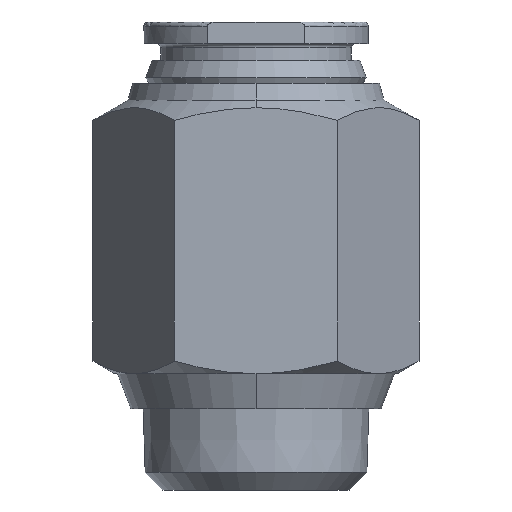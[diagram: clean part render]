
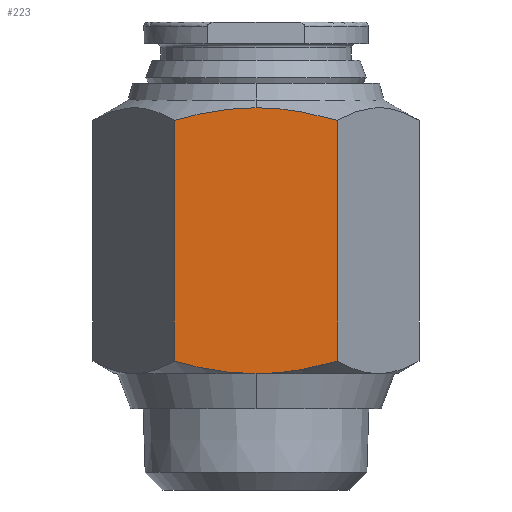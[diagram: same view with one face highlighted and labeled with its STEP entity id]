
A CAD part, left-side view. The second image highlights one B-rep face of the part: STEP entity #223.
In plain terms, the highlighted planar face has unit normal (-1, 0, 0).
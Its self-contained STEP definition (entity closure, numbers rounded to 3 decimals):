
#22 = ORIENTED_EDGE ( 'NONE', *, *, #1083, .T. ) ;
#51 = DIRECTION ( 'NONE',  ( -1., 0., 0. ) ) ;
#77 = CARTESIAN_POINT ( 'NONE',  ( -8.5, 4.114, 8.397 ) ) ;
#155 = CARTESIAN_POINT ( 'NONE',  ( -8.5, 0., 8.927 ) ) ;
#188 = VERTEX_POINT ( 'NONE', #224 ) ;
#207 = CARTESIAN_POINT ( 'NONE',  ( -8.5, 0., -7.089 ) ) ;
#220 = CARTESIAN_POINT ( 'NONE',  ( -8.5, -1.655, -7.018 ) ) ;
#223 = ADVANCED_FACE ( 'NONE', ( #2008 ), #707, .T. ) ;
#224 = CARTESIAN_POINT ( 'NONE',  ( -8.5, 4.907, -6.33 ) ) ;
#294 = CARTESIAN_POINT ( 'NONE',  ( -8.5, -0.83, 8.927 ) ) ;
#304 = ORIENTED_EDGE ( 'NONE', *, *, #1479, .T. ) ;
#306 = CARTESIAN_POINT ( 'NONE',  ( -8.5, -4.907, 36.357 ) ) ;
#341 = CARTESIAN_POINT ( 'NONE',  ( -8.5, 2.082, -6.949 ) ) ;
#395 = CARTESIAN_POINT ( 'NONE',  ( -8.5, -4.108, -6.561 ) ) ;
#431 = EDGE_LOOP ( 'NONE', ( #1565, #1064, #304, #22, #1191, #925 ) ) ;
#433 = B_SPLINE_CURVE_WITH_KNOTS ( 'NONE', 3,
 ( #207, #1122, #1610, #680, #341, #1277, #1449, #844 ),
 .UNSPECIFIED., .F., .F.,
 ( 4, 2, 2, 4 ),
 ( 0.014, 0.015, 0.017, 0.019 ),
 .UNSPECIFIED. ) ;
#466 = VERTEX_POINT ( 'NONE', #1727 ) ;
#520 = CARTESIAN_POINT ( 'NONE',  ( -8.5, 0., -7.089 ) ) ;
#529 = VERTEX_POINT ( 'NONE', #520 ) ;
#594 = B_SPLINE_CURVE_WITH_KNOTS ( 'NONE', 3,
 ( #1026, #1668, #1176, #747, #1976, #1322, #77, #1654 ),
 .UNSPECIFIED., .F., .F.,
 ( 4, 2, 2, 4 ),
 ( 0.014, 0.015, 0.017, 0.019 ),
 .UNSPECIFIED. ) ;
#680 = CARTESIAN_POINT ( 'NONE',  ( -8.5, 1.669, -7.001 ) ) ;
#707 = PLANE ( 'NONE',  #1467 ) ;
#708 = CARTESIAN_POINT ( 'NONE',  ( -8.5, -4.907, -6.33 ) ) ;
#747 = CARTESIAN_POINT ( 'NONE',  ( -8.5, 1.669, 8.839 ) ) ;
#805 = VECTOR ( 'NONE', #1659, 1000. ) ;
#844 = CARTESIAN_POINT ( 'NONE',  ( -8.5, 4.907, -6.33 ) ) ;
#885 = CARTESIAN_POINT ( 'NONE',  ( -8.5, 4.907, 8.168 ) ) ;
#891 = LINE ( 'NONE', #306, #1413 ) ;
#925 = ORIENTED_EDGE ( 'NONE', *, *, #1344, .F. ) ;
#929 = CARTESIAN_POINT ( 'NONE',  ( -8.5, -4.907, 8.168 ) ) ;
#1026 = CARTESIAN_POINT ( 'NONE',  ( -8.5, 0., 8.927 ) ) ;
#1032 = DIRECTION ( 'NONE',  ( 0., -1., 0. ) ) ;
#1064 = ORIENTED_EDGE ( 'NONE', *, *, #1547, .F. ) ;
#1083 = EDGE_CURVE ( 'NONE', #1095, #1913, #594, .T. ) ;
#1095 = VERTEX_POINT ( 'NONE', #1951 ) ;
#1122 = CARTESIAN_POINT ( 'NONE',  ( -8.5, 0.416, -7.089 ) ) ;
#1171 = EDGE_CURVE ( 'NONE', #1248, #529, #1211, .T. ) ;
#1176 = CARTESIAN_POINT ( 'NONE',  ( -8.5, 0.834, 8.909 ) ) ;
#1191 = ORIENTED_EDGE ( 'NONE', *, *, #1864, .T. ) ;
#1211 = B_SPLINE_CURVE_WITH_KNOTS ( 'NONE', 3,
 ( #708, #395, #1485, #220, #1784, #1630 ),
 .UNSPECIFIED., .F., .F.,
 ( 4, 2, 4 ),
 ( 0.009, 0.012, 0.014 ),
 .UNSPECIFIED. ) ;
#1248 = VERTEX_POINT ( 'NONE', #1328 ) ;
#1277 = CARTESIAN_POINT ( 'NONE',  ( -8.5, 3.31, -6.75 ) ) ;
#1322 = CARTESIAN_POINT ( 'NONE',  ( -8.5, 3.31, 8.588 ) ) ;
#1328 = CARTESIAN_POINT ( 'NONE',  ( -8.5, -4.907, -6.33 ) ) ;
#1344 = EDGE_CURVE ( 'NONE', #529, #188, #433, .T. ) ;
#1388 = CARTESIAN_POINT ( 'NONE',  ( -8.5, -1.654, 8.856 ) ) ;
#1413 = VECTOR ( 'NONE', #1726, 1000. ) ;
#1449 = CARTESIAN_POINT ( 'NONE',  ( -8.5, 4.114, -6.559 ) ) ;
#1466 = CARTESIAN_POINT ( 'NONE',  ( -8.5, 4.907, 36.357 ) ) ;
#1467 = AXIS2_PLACEMENT_3D ( 'NONE', #1932, #51, #1032 ) ;
#1479 = EDGE_CURVE ( 'NONE', #466, #1095, #1685, .T. ) ;
#1485 = CARTESIAN_POINT ( 'NONE',  ( -8.5, -3.291, -6.754 ) ) ;
#1547 = EDGE_CURVE ( 'NONE', #466, #1248, #891, .T. ) ;
#1563 = LINE ( 'NONE', #1466, #805 ) ;
#1565 = ORIENTED_EDGE ( 'NONE', *, *, #1171, .F. ) ;
#1610 = CARTESIAN_POINT ( 'NONE',  ( -8.5, 0.834, -7.071 ) ) ;
#1630 = CARTESIAN_POINT ( 'NONE',  ( -8.5, 0., -7.089 ) ) ;
#1654 = CARTESIAN_POINT ( 'NONE',  ( -8.5, 4.907, 8.168 ) ) ;
#1659 = DIRECTION ( 'NONE',  ( 0., 0., -1. ) ) ;
#1668 = CARTESIAN_POINT ( 'NONE',  ( -8.5, 0.416, 8.927 ) ) ;
#1685 = B_SPLINE_CURVE_WITH_KNOTS ( 'NONE', 3,
 ( #929, #2003, #1710, #1388, #294, #155 ),
 .UNSPECIFIED., .F., .F.,
 ( 4, 2, 4 ),
 ( 0.009, 0.012, 0.014 ),
 .UNSPECIFIED. ) ;
#1710 = CARTESIAN_POINT ( 'NONE',  ( -8.5, -3.291, 8.592 ) ) ;
#1726 = DIRECTION ( 'NONE',  ( 0., 0., -1. ) ) ;
#1727 = CARTESIAN_POINT ( 'NONE',  ( -8.5, -4.907, 8.168 ) ) ;
#1784 = CARTESIAN_POINT ( 'NONE',  ( -8.5, -0.831, -7.089 ) ) ;
#1864 = EDGE_CURVE ( 'NONE', #1913, #188, #1563, .T. ) ;
#1913 = VERTEX_POINT ( 'NONE', #885 ) ;
#1932 = CARTESIAN_POINT ( 'NONE',  ( -8.5, -4.907, 36.357 ) ) ;
#1951 = CARTESIAN_POINT ( 'NONE',  ( -8.5, 0., 8.927 ) ) ;
#1976 = CARTESIAN_POINT ( 'NONE',  ( -8.5, 2.082, 8.787 ) ) ;
#2003 = CARTESIAN_POINT ( 'NONE',  ( -8.5, -4.108, 8.399 ) ) ;
#2008 = FACE_OUTER_BOUND ( 'NONE', #431, .T. ) ;
